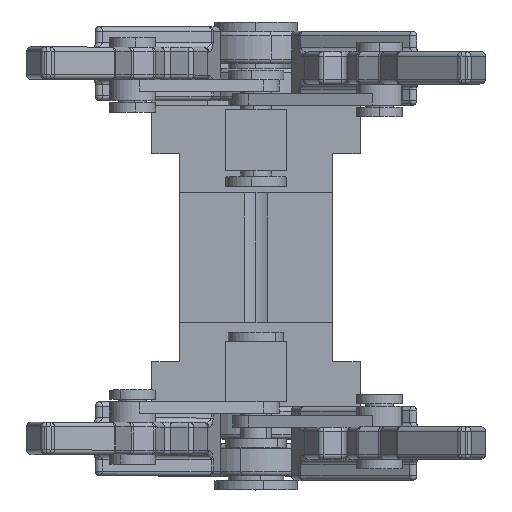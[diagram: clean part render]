
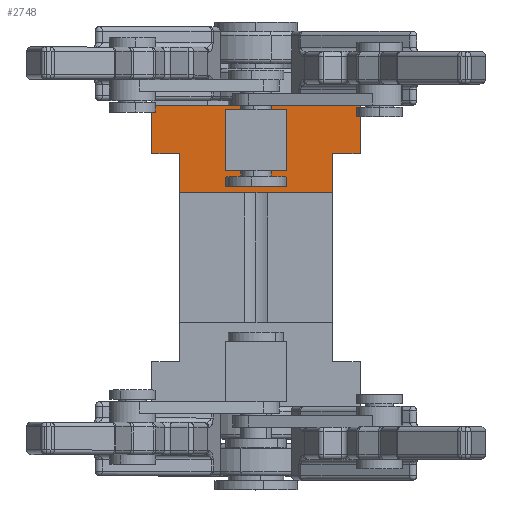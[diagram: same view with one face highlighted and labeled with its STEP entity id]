
A CAD part, top view. The second image highlights one B-rep face of the part: STEP entity #2748.
In plain terms, the highlighted face is planar.
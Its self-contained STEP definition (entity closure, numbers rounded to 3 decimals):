
#93 = VECTOR ( 'NONE', #3214, 1000. ) ;
#205 = VECTOR ( 'NONE', #10027, 1000. ) ;
#474 = VECTOR ( 'NONE', #9208, 1000. ) ;
#563 = ORIENTED_EDGE ( 'NONE', *, *, #6390, .F. ) ;
#612 = LINE ( 'NONE', #1750, #5741 ) ;
#683 = ORIENTED_EDGE ( 'NONE', *, *, #8661, .F. ) ;
#736 = VECTOR ( 'NONE', #6640, 1000. ) ;
#770 = CARTESIAN_POINT ( 'NONE',  ( -16.5, 22.118, 0. ) ) ;
#783 = CARTESIAN_POINT ( 'NONE',  ( 22.5, -32.5, 0. ) ) ;
#937 = DIRECTION ( 'NONE',  ( 1., 0., 0. ) ) ;
#1044 = CARTESIAN_POINT ( 'NONE',  ( -16.5, 13.618, 0. ) ) ;
#1219 = EDGE_CURVE ( 'NONE', #1679, #9470, #4625, .T. ) ;
#1528 = CARTESIAN_POINT ( 'NONE',  ( -22.5, -32.5, 0. ) ) ;
#1584 = EDGE_LOOP ( 'NONE', ( #1870, #683, #6904, #3143, #563, #9419, #7758, #9045 ) ) ;
#1634 = CARTESIAN_POINT ( 'NONE',  ( 0., 25., 0. ) ) ;
#1679 = VERTEX_POINT ( 'NONE', #9986 ) ;
#1750 = CARTESIAN_POINT ( 'NONE',  ( 16.5, -22.882, 0. ) ) ;
#1870 = ORIENTED_EDGE ( 'NONE', *, *, #3471, .F. ) ;
#1922 = LINE ( 'NONE', #1528, #205 ) ;
#2304 = DIRECTION ( 'NONE',  ( 1., 0., 0. ) ) ;
#2656 = VECTOR ( 'NONE', #937, 1000. ) ;
#2748 = ADVANCED_FACE ( 'NONE', ( #6352, #4295 ), #3157, .F. ) ;
#2912 = VERTEX_POINT ( 'NONE', #4498 ) ;
#2929 = VERTEX_POINT ( 'NONE', #9290 ) ;
#3143 = ORIENTED_EDGE ( 'NONE', *, *, #9718, .F. ) ;
#3146 = CIRCLE ( 'NONE', #5100, 5.5 ) ;
#3157 = PLANE ( 'NONE',  #5899 ) ;
#3214 = DIRECTION ( 'NONE',  ( 0., 1., 0. ) ) ;
#3219 = DIRECTION ( 'NONE',  ( 0., 1., 0. ) ) ;
#3253 = VERTEX_POINT ( 'NONE', #1044 ) ;
#3471 = EDGE_CURVE ( 'NONE', #2929, #2912, #6587, .T. ) ;
#3819 = CARTESIAN_POINT ( 'NONE',  ( -22.5, 32.5, 0. ) ) ;
#4031 = CARTESIAN_POINT ( 'NONE',  ( -28.5, 22.118, 0. ) ) ;
#4170 = EDGE_CURVE ( 'NONE', #6107, #3253, #5846, .T. ) ;
#4257 = EDGE_LOOP ( 'NONE', ( #9175, #8849 ) ) ;
#4295 = FACE_OUTER_BOUND ( 'NONE', #1584, .T. ) ;
#4498 = CARTESIAN_POINT ( 'NONE',  ( 22.5, 22.118, 0. ) ) ;
#4509 = CARTESIAN_POINT ( 'NONE',  ( 5.5, 25., 0. ) ) ;
#4625 = LINE ( 'NONE', #7622, #474 ) ;
#4684 = DIRECTION ( 'NONE',  ( 0., 0., 1. ) ) ;
#4710 = DIRECTION ( 'NONE',  ( 0., 0., 1. ) ) ;
#4720 = CARTESIAN_POINT ( 'NONE',  ( 0., 0., 0. ) ) ;
#4743 = DIRECTION ( 'NONE',  ( 1., 0., 0. ) ) ;
#4802 = DIRECTION ( 'NONE',  ( 0., 0., 1. ) ) ;
#4911 = CARTESIAN_POINT ( 'NONE',  ( -16.5, -22.882, 0. ) ) ;
#4930 = CARTESIAN_POINT ( 'NONE',  ( 28.5, 22.118, 0. ) ) ;
#5100 = AXIS2_PLACEMENT_3D ( 'NONE', #9423, #4802, #7057 ) ;
#5240 = CARTESIAN_POINT ( 'NONE',  ( -5.5, 25., 0. ) ) ;
#5287 = VERTEX_POINT ( 'NONE', #4509 ) ;
#5318 = EDGE_CURVE ( 'NONE', #2912, #1679, #9194, .T. ) ;
#5361 = EDGE_CURVE ( 'NONE', #5287, #7972, #8595, .T. ) ;
#5366 = EDGE_CURVE ( 'NONE', #9470, #9519, #1922, .T. ) ;
#5741 = VECTOR ( 'NONE', #3219, 1000. ) ;
#5812 = LINE ( 'NONE', #4031, #2656 ) ;
#5846 = LINE ( 'NONE', #6706, #8982 ) ;
#5856 = AXIS2_PLACEMENT_3D ( 'NONE', #1634, #4710, #4743 ) ;
#5899 = AXIS2_PLACEMENT_3D ( 'NONE', #4720, #4684, #2304 ) ;
#6061 = DIRECTION ( 'NONE',  ( -1., 0., 0. ) ) ;
#6107 = VERTEX_POINT ( 'NONE', #6428 ) ;
#6352 = FACE_BOUND ( 'NONE', #4257, .T. ) ;
#6390 = EDGE_CURVE ( 'NONE', #9519, #7638, #5812, .T. ) ;
#6428 = CARTESIAN_POINT ( 'NONE',  ( 16.5, 13.618, 0. ) ) ;
#6587 = LINE ( 'NONE', #4930, #736 ) ;
#6640 = DIRECTION ( 'NONE',  ( 1., 0., 0. ) ) ;
#6706 = CARTESIAN_POINT ( 'NONE',  ( 0., 13.618, 0. ) ) ;
#6831 = LINE ( 'NONE', #4911, #8386 ) ;
#6904 = ORIENTED_EDGE ( 'NONE', *, *, #4170, .T. ) ;
#7032 = CARTESIAN_POINT ( 'NONE',  ( -22.5, 22.118, 0. ) ) ;
#7057 = DIRECTION ( 'NONE',  ( 1., 0., 0. ) ) ;
#7238 = DIRECTION ( 'NONE',  ( 0., -1., 0. ) ) ;
#7622 = CARTESIAN_POINT ( 'NONE',  ( 22.5, 32.5, 0. ) ) ;
#7638 = VERTEX_POINT ( 'NONE', #770 ) ;
#7690 = EDGE_CURVE ( 'NONE', #7972, #5287, #3146, .T. ) ;
#7758 = ORIENTED_EDGE ( 'NONE', *, *, #1219, .F. ) ;
#7972 = VERTEX_POINT ( 'NONE', #5240 ) ;
#8386 = VECTOR ( 'NONE', #7238, 1000. ) ;
#8595 = CIRCLE ( 'NONE', #5856, 5.5 ) ;
#8661 = EDGE_CURVE ( 'NONE', #6107, #2929, #612, .T. ) ;
#8849 = ORIENTED_EDGE ( 'NONE', *, *, #5361, .T. ) ;
#8982 = VECTOR ( 'NONE', #6061, 1000. ) ;
#9045 = ORIENTED_EDGE ( 'NONE', *, *, #5318, .F. ) ;
#9175 = ORIENTED_EDGE ( 'NONE', *, *, #7690, .T. ) ;
#9194 = LINE ( 'NONE', #783, #93 ) ;
#9208 = DIRECTION ( 'NONE',  ( -1., 0., 0. ) ) ;
#9290 = CARTESIAN_POINT ( 'NONE',  ( 16.5, 22.118, 0. ) ) ;
#9419 = ORIENTED_EDGE ( 'NONE', *, *, #5366, .F. ) ;
#9423 = CARTESIAN_POINT ( 'NONE',  ( 0., 25., 0. ) ) ;
#9470 = VERTEX_POINT ( 'NONE', #3819 ) ;
#9519 = VERTEX_POINT ( 'NONE', #7032 ) ;
#9718 = EDGE_CURVE ( 'NONE', #7638, #3253, #6831, .T. ) ;
#9986 = CARTESIAN_POINT ( 'NONE',  ( 22.5, 32.5, 0. ) ) ;
#10027 = DIRECTION ( 'NONE',  ( 0., -1., 0. ) ) ;
